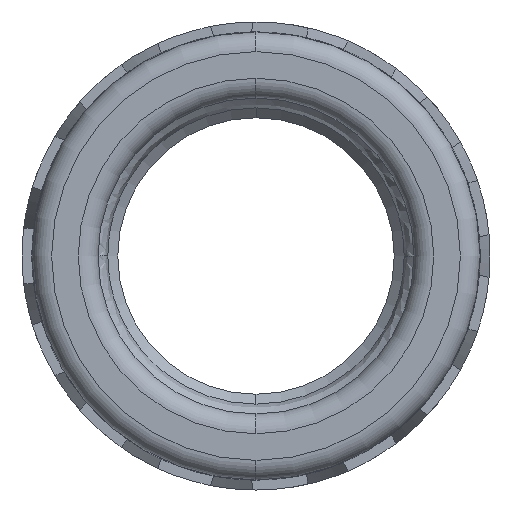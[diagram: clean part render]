
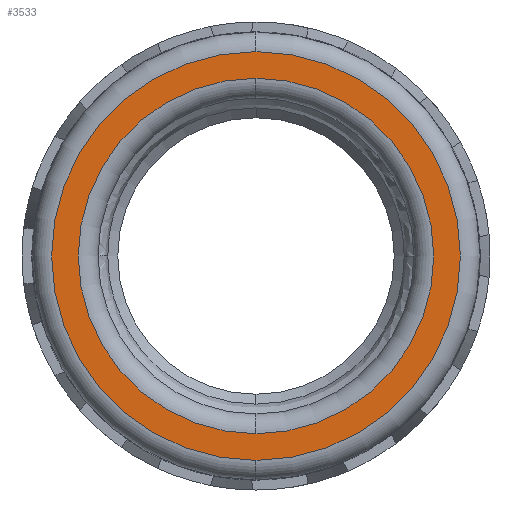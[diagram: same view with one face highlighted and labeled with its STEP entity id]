
A CAD part, left-side view. The second image highlights one B-rep face of the part: STEP entity #3533.
In plain terms, the highlighted planar face has unit normal (-1, 0, 0).
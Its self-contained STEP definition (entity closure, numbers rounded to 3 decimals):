
#46 = AXIS2_PLACEMENT_3D ( 'NONE', #2232, #2715, #6195 ) ;
#97 = ORIENTED_EDGE ( 'NONE', *, *, #1506, .T. ) ;
#587 = EDGE_CURVE ( 'NONE', #4445, #5299, #2607, .T. ) ;
#1143 = VERTEX_POINT ( 'NONE', #4332 ) ;
#1482 = CARTESIAN_POINT ( 'NONE',  ( -42.75, 0., -9. ) ) ;
#1506 = EDGE_CURVE ( 'NONE', #1143, #5047, #1777, .T. ) ;
#1519 = AXIS2_PLACEMENT_3D ( 'NONE', #5188, #6174, #2258 ) ;
#1777 = CIRCLE ( 'NONE', #4940, 9. ) ;
#1799 = EDGE_CURVE ( 'NONE', #5047, #1143, #6333, .T. ) ;
#2029 = CARTESIAN_POINT ( 'NONE',  ( -42.75, 0., 0. ) ) ;
#2142 = ORIENTED_EDGE ( 'NONE', *, *, #4351, .T. ) ;
#2232 = CARTESIAN_POINT ( 'NONE',  ( -42.75, 0., 0. ) ) ;
#2251 = DIRECTION ( 'NONE',  ( 0., 0., -1. ) ) ;
#2258 = DIRECTION ( 'NONE',  ( 0., 0., -1. ) ) ;
#2504 = DIRECTION ( 'NONE',  ( 0., 0., -1. ) ) ;
#2559 = ORIENTED_EDGE ( 'NONE', *, *, #587, .T. ) ;
#2607 = CIRCLE ( 'NONE', #1519, 10.35 ) ;
#2715 = DIRECTION ( 'NONE',  ( 1., 0., 0. ) ) ;
#2771 = EDGE_LOOP ( 'NONE', ( #4460, #97 ) ) ;
#3143 = CARTESIAN_POINT ( 'NONE',  ( -42.75, 0., -10.35 ) ) ;
#3163 = FACE_BOUND ( 'NONE', #2771, .T. ) ;
#3363 = AXIS2_PLACEMENT_3D ( 'NONE', #5594, #4869, #6397 ) ;
#3488 = CARTESIAN_POINT ( 'NONE',  ( -42.75, 0., 0. ) ) ;
#3533 = ADVANCED_FACE ( 'NONE', ( #3163, #5483 ), #5184, .F. ) ;
#3917 = CIRCLE ( 'NONE', #4303, 10.35 ) ;
#4303 = AXIS2_PLACEMENT_3D ( 'NONE', #2029, #5487, #2504 ) ;
#4332 = CARTESIAN_POINT ( 'NONE',  ( -42.75, 0., 9. ) ) ;
#4351 = EDGE_CURVE ( 'NONE', #5299, #4445, #3917, .T. ) ;
#4445 = VERTEX_POINT ( 'NONE', #6079 ) ;
#4460 = ORIENTED_EDGE ( 'NONE', *, *, #1799, .T. ) ;
#4869 = DIRECTION ( 'NONE',  ( 1., 0., 0. ) ) ;
#4885 = EDGE_LOOP ( 'NONE', ( #2142, #2559 ) ) ;
#4940 = AXIS2_PLACEMENT_3D ( 'NONE', #3488, #5460, #2251 ) ;
#5047 = VERTEX_POINT ( 'NONE', #1482 ) ;
#5184 = PLANE ( 'NONE',  #46 ) ;
#5188 = CARTESIAN_POINT ( 'NONE',  ( -42.75, 0., 0. ) ) ;
#5299 = VERTEX_POINT ( 'NONE', #3143 ) ;
#5460 = DIRECTION ( 'NONE',  ( 1., 0., 0. ) ) ;
#5483 = FACE_OUTER_BOUND ( 'NONE', #4885, .T. ) ;
#5487 = DIRECTION ( 'NONE',  ( -1., 0., 0. ) ) ;
#5594 = CARTESIAN_POINT ( 'NONE',  ( -42.75, 0., 0. ) ) ;
#6079 = CARTESIAN_POINT ( 'NONE',  ( -42.75, 0., 10.35 ) ) ;
#6174 = DIRECTION ( 'NONE',  ( -1., 0., 0. ) ) ;
#6195 = DIRECTION ( 'NONE',  ( 0., 0., -1. ) ) ;
#6333 = CIRCLE ( 'NONE', #3363, 9. ) ;
#6397 = DIRECTION ( 'NONE',  ( 0., 0., -1. ) ) ;
